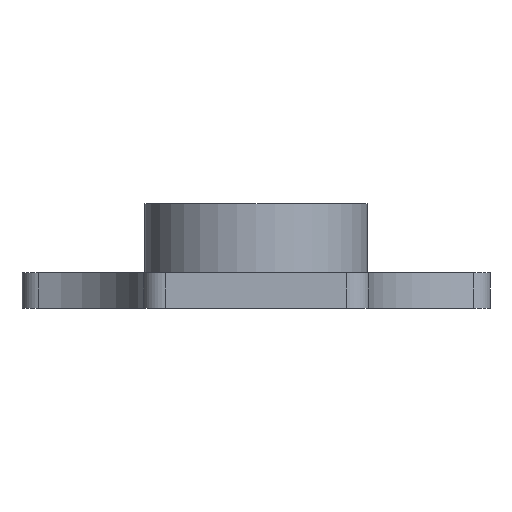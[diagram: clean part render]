
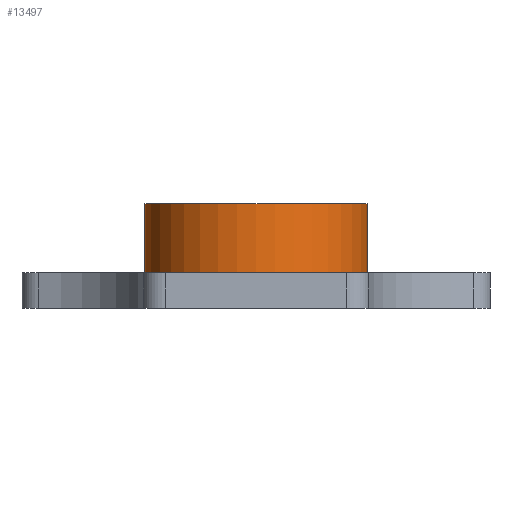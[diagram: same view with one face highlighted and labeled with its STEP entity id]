
A CAD part, front view. The second image highlights one B-rep face of the part: STEP entity #13497.
In plain terms, the highlighted cylindrical face has radius 50 mm (diameter 100 mm), a full revolution.
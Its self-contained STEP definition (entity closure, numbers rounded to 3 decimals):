
#1117=LINE('',#19300,#2160);
#2160=VECTOR('',#16582,50.);
#3102=CYLINDRICAL_SURFACE('',#14699,50.);
#3467=FACE_OUTER_BOUND('',#4291,.T.);
#4291=EDGE_LOOP('',(#10066,#10067,#10068,#10069));
#5142=CIRCLE('',#14449,50.);
#5232=CIRCLE('',#14583,50.);
#5624=VERTEX_POINT('',#18816);
#5707=VERTEX_POINT('',#19065);
#7138=EDGE_CURVE('',#5624,#5624,#5142,.T.);
#7260=EDGE_CURVE('',#5707,#5707,#5232,.T.);
#7367=EDGE_CURVE('',#5624,#5707,#1117,.T.);
#10066=ORIENTED_EDGE('',*,*,#7138,.T.);
#10067=ORIENTED_EDGE('',*,*,#7367,.T.);
#10068=ORIENTED_EDGE('',*,*,#7260,.F.);
#10069=ORIENTED_EDGE('',*,*,#7367,.F.);
#13497=ADVANCED_FACE('',(#3467),#3102,.T.);
#14449=AXIS2_PLACEMENT_3D('',#18817,#15994,#15995);
#14583=AXIS2_PLACEMENT_3D('',#19066,#16294,#16295);
#14699=AXIS2_PLACEMENT_3D('',#19299,#16580,#16581);
#15994=DIRECTION('center_axis',(0.,0.,-1.));
#15995=DIRECTION('ref_axis',(-1.,0.,0.));
#16294=DIRECTION('center_axis',(0.,0.,-1.));
#16295=DIRECTION('ref_axis',(1.,0.,0.));
#16580=DIRECTION('center_axis',(0.,0.,1.));
#16581=DIRECTION('ref_axis',(-1.,0.,0.));
#16582=DIRECTION('',(0.,0.,-1.));
#18816=CARTESIAN_POINT('',(50.,60.,46.));
#18817=CARTESIAN_POINT('Origin',(0.,60.,46.));
#19065=CARTESIAN_POINT('',(50.,60.,10.));
#19066=CARTESIAN_POINT('Origin',(0.,60.,10.));
#19299=CARTESIAN_POINT('Origin',(0.,60.,9.));
#19300=CARTESIAN_POINT('',(50.,60.,9.));
